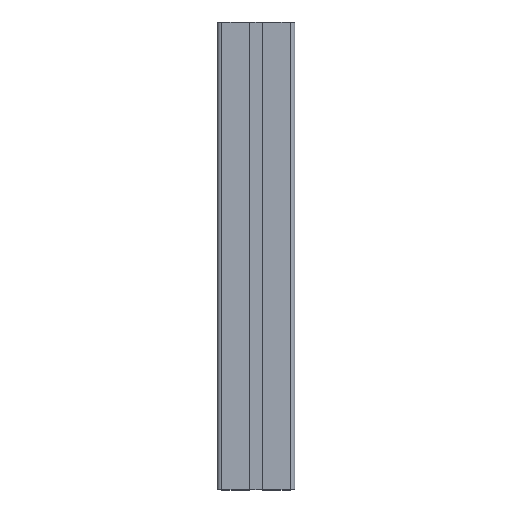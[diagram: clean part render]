
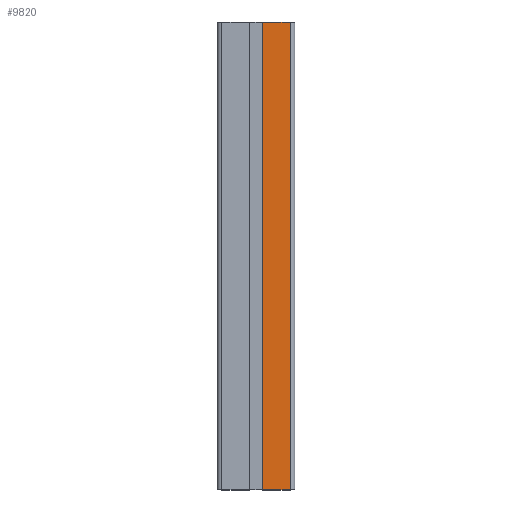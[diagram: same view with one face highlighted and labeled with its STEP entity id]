
A CAD part, top view. The second image highlights one B-rep face of the part: STEP entity #9820.
In plain terms, the highlighted face is planar.
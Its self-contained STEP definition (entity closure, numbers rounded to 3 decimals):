
#140 = VERTEX_POINT ( 'NONE', #8143 ) ;
#169 = VERTEX_POINT ( 'NONE', #7474 ) ;
#197 = VERTEX_POINT ( 'NONE', #7489 ) ;
#223 = VERTEX_POINT ( 'NONE', #7507 ) ;
#1682 = LINE ( 'NONE', #1690, #10560 ) ;
#1690 = CARTESIAN_POINT ( 'NONE',  ( -4.1, 50.01, 0. ) ) ;
#1697 = DIRECTION ( 'NONE',  ( -1., 0., 0. ) ) ;
#1725 = LINE ( 'NONE', #1726, #10557 ) ;
#1726 = CARTESIAN_POINT ( 'NONE',  ( -4.1, 50.01, -300. ) ) ;
#1740 = DIRECTION ( 'NONE',  ( -1., 0., 0. ) ) ;
#3900 = PLANE ( 'NONE',  #6575 ) ;
#3927 = CARTESIAN_POINT ( 'NONE',  ( -4.1, 50.01, -300. ) ) ;
#3980 = DIRECTION ( 'NONE',  ( 0., 1., 0. ) ) ;
#3997 = DIRECTION ( 'NONE',  ( 0., 0., 1. ) ) ;
#3999 = FACE_OUTER_BOUND ( 'NONE', #5124, .T. ) ;
#4616 = ORIENTED_EDGE ( 'NONE', *, *, #8872, .T. ) ;
#4624 = ORIENTED_EDGE ( 'NONE', *, *, #8855, .F. ) ;
#4627 = ORIENTED_EDGE ( 'NONE', *, *, #8732, .T. ) ;
#4657 = ORIENTED_EDGE ( 'NONE', *, *, #8820, .F. ) ;
#5124 = EDGE_LOOP ( 'NONE', ( #4624, #4657, #4616, #4627 ) ) ;
#6575 = AXIS2_PLACEMENT_3D ( 'NONE', #3927, #3980, #3997 ) ;
#7474 = CARTESIAN_POINT ( 'NONE',  ( -4.1, 50.01, -300. ) ) ;
#7489 = CARTESIAN_POINT ( 'NONE',  ( -22., 50.01, 0. ) ) ;
#7507 = CARTESIAN_POINT ( 'NONE',  ( -4.1, 50.01, 0. ) ) ;
#8143 = CARTESIAN_POINT ( 'NONE',  ( -22., 50.01, -300. ) ) ;
#8732 = EDGE_CURVE ( 'NONE', #140, #197, #8756, .T. ) ;
#8756 = LINE ( 'NONE', #8767, #10471 ) ;
#8767 = CARTESIAN_POINT ( 'NONE',  ( -22., 50.01, -300. ) ) ;
#8782 = DIRECTION ( 'NONE',  ( 0., 0., 1. ) ) ;
#8820 = EDGE_CURVE ( 'NONE', #169, #223, #9403, .T. ) ;
#8855 = EDGE_CURVE ( 'NONE', #223, #197, #1682, .T. ) ;
#8872 = EDGE_CURVE ( 'NONE', #169, #140, #1725, .T. ) ;
#9403 = LINE ( 'NONE', #9450, #10506 ) ;
#9450 = CARTESIAN_POINT ( 'NONE',  ( -4.1, 50.01, -300. ) ) ;
#9452 = DIRECTION ( 'NONE',  ( 0., 0., 1. ) ) ;
#9820 = ADVANCED_FACE ( 'PLANAR_0', ( #3999 ), #3900, .T. ) ;
#10471 = VECTOR ( 'NONE', #8782, 1000. ) ;
#10506 = VECTOR ( 'NONE', #9452, 1000. ) ;
#10557 = VECTOR ( 'NONE', #1740, 1000. ) ;
#10560 = VECTOR ( 'NONE', #1697, 1000. ) ;
